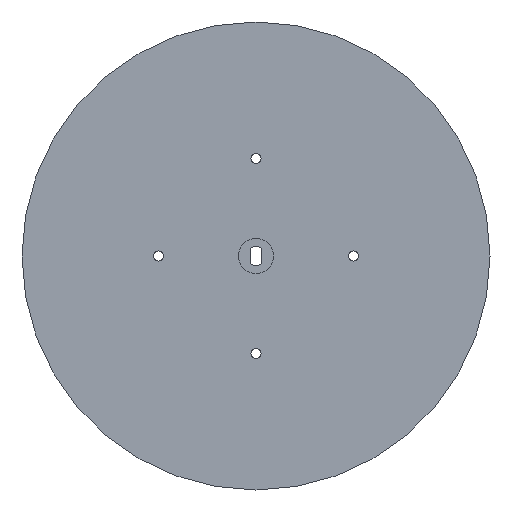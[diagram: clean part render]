
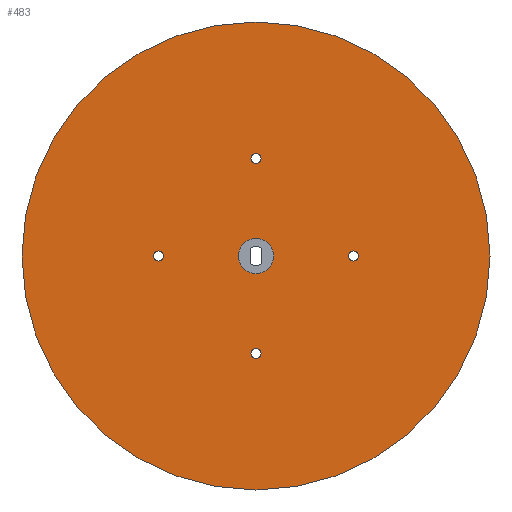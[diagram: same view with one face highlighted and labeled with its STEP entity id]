
A CAD part, front view. The second image highlights one B-rep face of the part: STEP entity #483.
In plain terms, the highlighted planar face has unit normal (0, -1, 0).
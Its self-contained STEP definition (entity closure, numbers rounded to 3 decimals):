
#100=PLANE('',#534);
#127=ORIENTED_EDGE('',*,*,#241,.F.);
#128=ORIENTED_EDGE('',*,*,#249,.T.);
#129=ORIENTED_EDGE('',*,*,#247,.T.);
#130=ORIENTED_EDGE('',*,*,#245,.T.);
#131=ORIENTED_EDGE('',*,*,#243,.T.);
#132=ORIENTED_EDGE('',*,*,#251,.T.);
#241=EDGE_CURVE('',#303,#303,#349,.T.);
#243=EDGE_CURVE('',#305,#305,#351,.T.);
#245=EDGE_CURVE('',#307,#307,#353,.T.);
#247=EDGE_CURVE('',#309,#309,#355,.T.);
#249=EDGE_CURVE('',#311,#311,#357,.T.);
#251=EDGE_CURVE('',#313,#313,#359,.T.);
#303=VERTEX_POINT('',#714);
#305=VERTEX_POINT('',#719);
#307=VERTEX_POINT('',#724);
#309=VERTEX_POINT('',#729);
#311=VERTEX_POINT('',#734);
#313=VERTEX_POINT('',#739);
#349=CIRCLE('',#520,4.5);
#351=CIRCLE('',#523,1.3);
#353=CIRCLE('',#526,1.3);
#355=CIRCLE('',#529,1.3);
#357=CIRCLE('',#532,1.3);
#359=CIRCLE('',#535,60.);
#381=EDGE_LOOP('',(#127));
#382=EDGE_LOOP('',(#128));
#383=EDGE_LOOP('',(#129));
#384=EDGE_LOOP('',(#130));
#385=EDGE_LOOP('',(#131));
#386=EDGE_LOOP('',(#132));
#429=FACE_BOUND('',#381,.T.);
#430=FACE_BOUND('',#382,.T.);
#431=FACE_BOUND('',#383,.T.);
#432=FACE_BOUND('',#384,.T.);
#433=FACE_BOUND('',#385,.T.);
#434=FACE_BOUND('',#386,.T.);
#483=ADVANCED_FACE('',(#429,#430,#431,#432,#433,#434),#100,.T.);
#520=AXIS2_PLACEMENT_3D('',#713,#573,#574);
#523=AXIS2_PLACEMENT_3D('',#718,#579,#580);
#526=AXIS2_PLACEMENT_3D('',#723,#585,#586);
#529=AXIS2_PLACEMENT_3D('',#728,#591,#592);
#532=AXIS2_PLACEMENT_3D('',#733,#597,#598);
#534=AXIS2_PLACEMENT_3D('',#737,#601,#602);
#535=AXIS2_PLACEMENT_3D('',#738,#603,#604);
#573=DIRECTION('',(0.,-1.,0.));
#574=DIRECTION('',(0.,0.,-1.));
#579=DIRECTION('',(0.,1.,0.));
#580=DIRECTION('',(1.,0.,0.));
#585=DIRECTION('',(0.,1.,0.));
#586=DIRECTION('',(0.,0.,1.));
#591=DIRECTION('',(0.,1.,0.));
#592=DIRECTION('',(-1.,0.,0.));
#597=DIRECTION('',(0.,1.,0.));
#598=DIRECTION('',(0.,0.,-1.));
#601=DIRECTION('',(0.,-1.,0.));
#602=DIRECTION('',(-1.,0.,0.));
#603=DIRECTION('',(0.,-1.,0.));
#604=DIRECTION('',(1.,0.,0.));
#713=CARTESIAN_POINT('',(0.,-7.001,0.));
#714=CARTESIAN_POINT('',(0.,-7.001,-4.5));
#718=CARTESIAN_POINT('',(0.,-7.001,25.));
#719=CARTESIAN_POINT('',(1.3,-7.001,25.));
#723=CARTESIAN_POINT('',(-25.,-7.001,0.));
#724=CARTESIAN_POINT('',(-25.,-7.001,1.3));
#728=CARTESIAN_POINT('',(0.,-7.001,-25.));
#729=CARTESIAN_POINT('',(-1.3,-7.001,-25.));
#733=CARTESIAN_POINT('',(25.,-7.001,0.));
#734=CARTESIAN_POINT('',(25.,-7.001,-1.3));
#737=CARTESIAN_POINT('',(0.,-7.001,0.));
#738=CARTESIAN_POINT('',(0.,-7.001,0.));
#739=CARTESIAN_POINT('',(60.,-7.001,0.));
